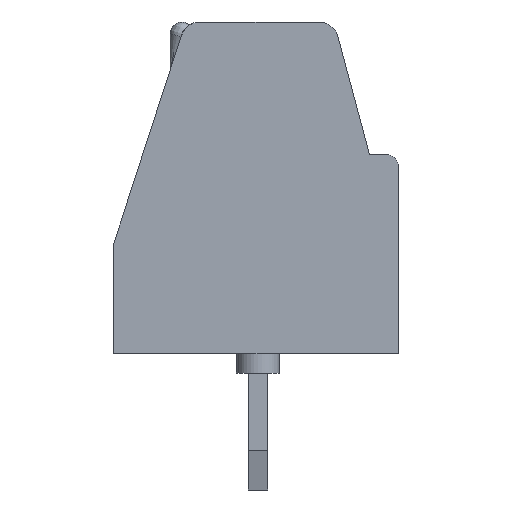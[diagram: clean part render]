
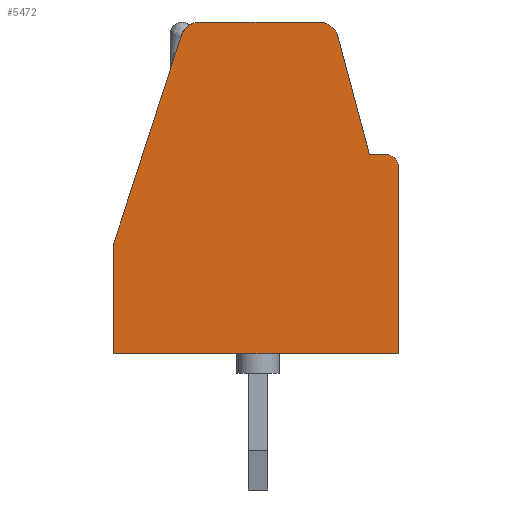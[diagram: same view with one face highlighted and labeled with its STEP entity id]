
A CAD part, left-side view. The second image highlights one B-rep face of the part: STEP entity #5472.
In plain terms, the highlighted planar face has unit normal (-1, 0, 0).
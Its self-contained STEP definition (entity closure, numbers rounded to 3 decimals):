
#189=CIRCLE('',#5842,0.3);
#190=CIRCLE('',#5843,0.5);
#191=CIRCLE('',#5844,0.5);
#413=FACE_OUTER_BOUND('',#749,.T.);
#749=EDGE_LOOP('',(#3637,#3638,#3639,#3640,#3641,#3642,#3643,#3644,#3645,
#3646));
#1126=LINE('',#7995,#1703);
#1127=LINE('',#7999,#1704);
#1128=LINE('',#8001,#1705);
#1129=LINE('',#8005,#1706);
#1130=LINE('',#8009,#1707);
#1131=LINE('',#8011,#1708);
#1132=LINE('',#8012,#1709);
#1703=VECTOR('',#6379,4.8);
#1704=VECTOR('',#6382,0.439);
#1705=VECTOR('',#6383,3.136);
#1706=VECTOR('',#6386,3.053);
#1707=VECTOR('',#6389,5.623);
#1708=VECTOR('',#6390,2.806);
#1709=VECTOR('',#6391,7.3);
#2285=VERTEX_POINT('',#7993);
#2286=VERTEX_POINT('',#7994);
#2287=VERTEX_POINT('',#7996);
#2288=VERTEX_POINT('',#7998);
#2289=VERTEX_POINT('',#8000);
#2290=VERTEX_POINT('',#8002);
#2291=VERTEX_POINT('',#8004);
#2292=VERTEX_POINT('',#8006);
#2293=VERTEX_POINT('',#8008);
#2294=VERTEX_POINT('',#8010);
#2843=EDGE_CURVE('',#2285,#2286,#1126,.T.);
#2844=EDGE_CURVE('',#2287,#2285,#189,.T.);
#2845=EDGE_CURVE('',#2288,#2287,#1127,.T.);
#2846=EDGE_CURVE('',#2289,#2288,#1128,.T.);
#2847=EDGE_CURVE('',#2290,#2289,#190,.T.);
#2848=EDGE_CURVE('',#2291,#2290,#1129,.T.);
#2849=EDGE_CURVE('',#2292,#2291,#191,.T.);
#2850=EDGE_CURVE('',#2293,#2292,#1130,.T.);
#2851=EDGE_CURVE('',#2294,#2293,#1131,.T.);
#2852=EDGE_CURVE('',#2286,#2294,#1132,.T.);
#3637=ORIENTED_EDGE('',*,*,#2843,.F.);
#3638=ORIENTED_EDGE('',*,*,#2844,.F.);
#3639=ORIENTED_EDGE('',*,*,#2845,.F.);
#3640=ORIENTED_EDGE('',*,*,#2846,.F.);
#3641=ORIENTED_EDGE('',*,*,#2847,.F.);
#3642=ORIENTED_EDGE('',*,*,#2848,.F.);
#3643=ORIENTED_EDGE('',*,*,#2849,.F.);
#3644=ORIENTED_EDGE('',*,*,#2850,.F.);
#3645=ORIENTED_EDGE('',*,*,#2851,.F.);
#3646=ORIENTED_EDGE('',*,*,#2852,.F.);
#5213=PLANE('',#5841);
#5472=ADVANCED_FACE('',(#413),#5213,.F.);
#5841=AXIS2_PLACEMENT_3D('',#7992,#6377,#6378);
#5842=AXIS2_PLACEMENT_3D('',#7997,#6380,#6381);
#5843=AXIS2_PLACEMENT_3D('',#8003,#6384,#6385);
#5844=AXIS2_PLACEMENT_3D('',#8007,#6387,#6388);
#6377=DIRECTION('center_axis',(1.,0.,0.));
#6378=DIRECTION('ref_axis',(0.,1.,0.));
#6379=DIRECTION('',(0.,0.,-1.));
#6380=DIRECTION('center_axis',(1.,0.,0.));
#6381=DIRECTION('ref_axis',(0.,1.,0.));
#6382=DIRECTION('',(0.,-1.,0.));
#6383=DIRECTION('',(0.,-0.259,-0.966));
#6384=DIRECTION('center_axis',(1.,0.,0.));
#6385=DIRECTION('ref_axis',(0.,1.,0.));
#6386=DIRECTION('',(0.,-1.,0.));
#6387=DIRECTION('center_axis',(1.,0.,0.));
#6388=DIRECTION('ref_axis',(0.,1.,0.));
#6389=DIRECTION('',(0.,-0.309,0.951));
#6390=DIRECTION('',(0.,0.,1.));
#6391=DIRECTION('',(0.,1.,0.));
#7992=CARTESIAN_POINT('Origin',(-13.335,-3.965,-0.425));
#7993=CARTESIAN_POINT('',(-13.335,-3.6,4.8));
#7994=CARTESIAN_POINT('',(-13.335,-3.6,0.));
#7995=CARTESIAN_POINT('',(-13.335,-3.6,4.8));
#7996=CARTESIAN_POINT('',(-13.335,-3.3,5.1));
#7997=CARTESIAN_POINT('Origin',(-13.335,-3.3,4.8));
#7998=CARTESIAN_POINT('',(-13.335,-2.861,5.1));
#7999=CARTESIAN_POINT('',(-13.335,-2.861,5.1));
#8000=CARTESIAN_POINT('',(-13.335,-2.049,8.129));
#8001=CARTESIAN_POINT('',(-13.335,-2.049,8.129));
#8002=CARTESIAN_POINT('',(-13.335,-1.566,8.5));
#8003=CARTESIAN_POINT('Origin',(-13.335,-1.566,8.));
#8004=CARTESIAN_POINT('',(-13.335,1.487,8.5));
#8005=CARTESIAN_POINT('',(-13.335,1.487,8.5));
#8006=CARTESIAN_POINT('',(-13.335,1.962,8.155));
#8007=CARTESIAN_POINT('Origin',(-13.335,1.487,8.));
#8008=CARTESIAN_POINT('',(-13.335,3.7,2.806));
#8009=CARTESIAN_POINT('',(-13.335,3.7,2.806));
#8010=CARTESIAN_POINT('',(-13.335,3.7,0.));
#8011=CARTESIAN_POINT('',(-13.335,3.7,0.));
#8012=CARTESIAN_POINT('',(-13.335,-3.6,0.));
